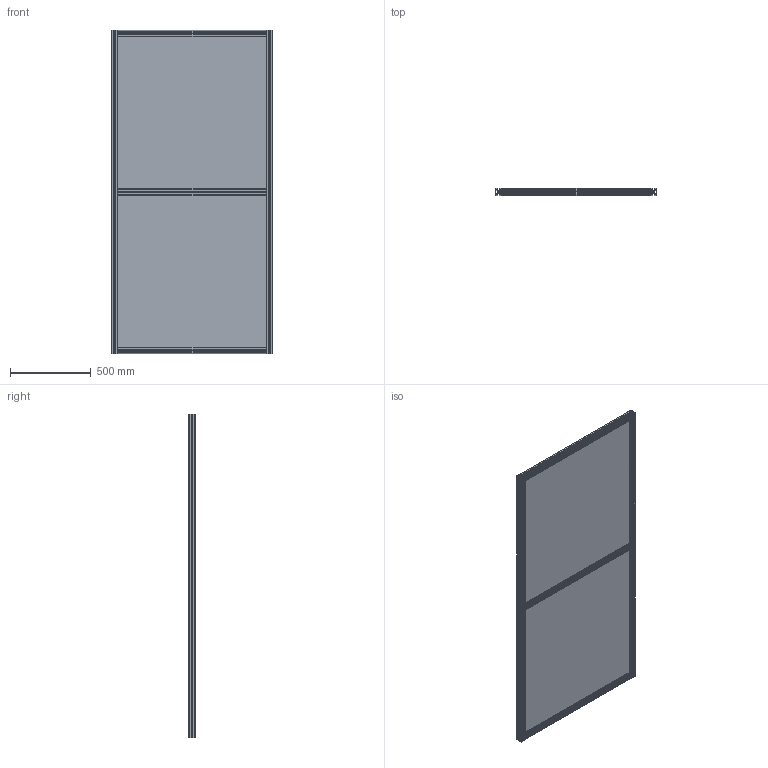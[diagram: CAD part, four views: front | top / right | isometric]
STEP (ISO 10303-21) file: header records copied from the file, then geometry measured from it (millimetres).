
FILE_DESCRIPTION(('STEP AP203'),'1');
FILE_NAME('SAFE08E6512.stp','2025-07-02T08:27:25',(' '),(' '),'Spatial InterOp 3D',' ',' ');
FILE_SCHEMA(('CONFIG_CONTROL_DESIGN'));
Length unit declared in the file: millimetre
Products named in the file (11): Fixation centrale P8; Vis HC pointeau - M8 × 16; Fut de serrage P8; Axe P8; traverse pultrudées; Profilé 8 40x40 pultrudé; Panneau pultrudé simple 1000x2000; Ep=8mm; SAFE08E6512 - Panneau pultrudé simple 1000x2000
Assembly tree (14 placements, depth 5):
  SAFE08E6512 - Panneau pultrudé simple 1000x2000
    Panneau pultrudé simple 1000x2000
      traverse pultrudées  x3
        Fixation centrale P8
          Vis HC pointeau - M8 × 16
          Fut de serrage P8
          Axe P8
        Profilé 8 40x40 pultrudé
      Ep=8mm  x2
      Profilé 8 40x40 pultrudé
      Profilé 8 40x40 pultrudé
Bounding box: 1000 x 40 x 2000 mm (x, y, z)
Volume: 20362220.8 mm3; surface area: 6000423.6 mm2
Topology: 25 solids, 25 shells, 861 faces, 2462 edges, 1621 vertices
Faces by surface type: plane 370, cylinder 341, cone 138, torus 12
Full cylindrical faces by diameter (mm): 6 x6, 6.1 x6, 6.7 x11, 6.8 x6, 8 x12, 11 x12
Entity records: 13092 total; most frequent: CARTESIAN_POINT 2896, ORIENTED_EDGE 1806, DIRECTION 1802, EDGE_CURVE 903, AXIS2_PLACEMENT_3D 639, VERTEX_POINT 613, LINE 524, VECTOR 524
